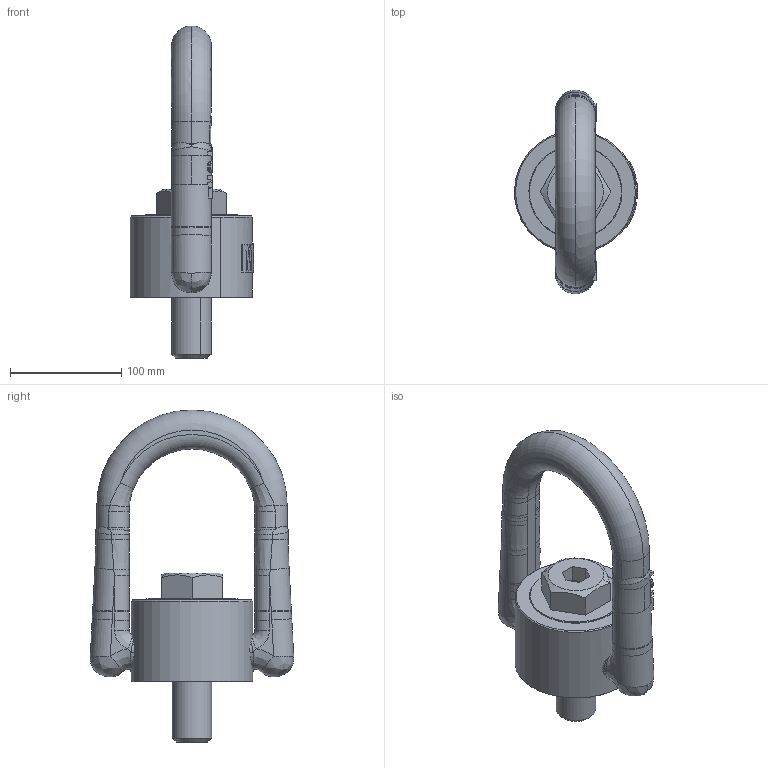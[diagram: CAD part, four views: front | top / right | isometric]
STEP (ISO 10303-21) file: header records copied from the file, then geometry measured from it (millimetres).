
FILE_DESCRIPTION(('CATIA V5 STEP Exchange'),'2;1');
FILE_NAME('8-231-125.stp','2016-03-29T06:12:05+00:00',('none'),('none'),'CATIA Version 5 Release 21 GA (IN-10)','CATIA V5 STEP AP203','none');
FILE_SCHEMA(('CONFIG_CONTROL_DESIGN'));
Length unit declared in the file: millimetre
Products named in the file (1): 8-231-125
Bounding box: 110.49 x 182.77 x 297.99 mm (x, y, z)
Volume: 1297551 mm3; surface area: 111084.2 mm2
Topology: 1 solids, 1 shells, 491 faces, 1370 edges, 890 vertices
Faces by surface type: plane 352, cylinder 59, bspline 50, torus 18, cone 10, extrusion 2
Entity records: 34510 total; most frequent: CARTESIAN_POINT 23570, ORIENTED_EDGE 2740, DIRECTION 1486, EDGE_CURVE 1370, VERTEX_POINT 890, B_SPLINE_CURVE_WITH_KNOTS 666, VECTOR 588, LINE 586
